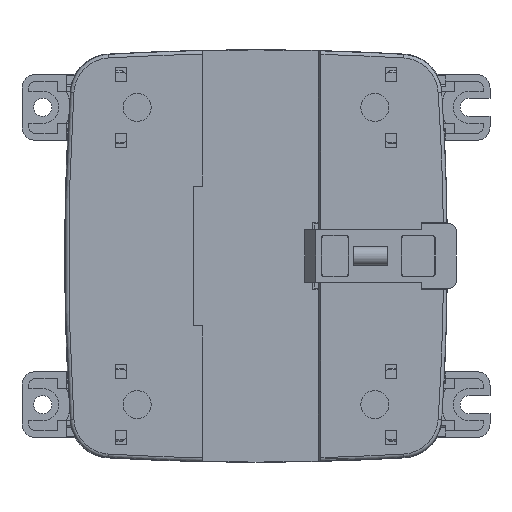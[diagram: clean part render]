
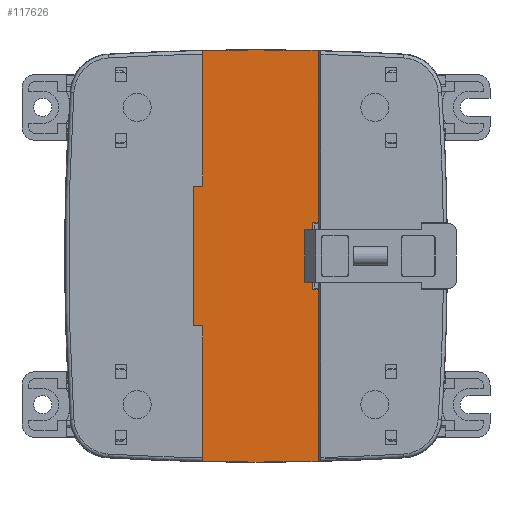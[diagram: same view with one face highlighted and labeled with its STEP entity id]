
A CAD part, front view. The second image highlights one B-rep face of the part: STEP entity #117626.
In plain terms, the highlighted planar face has unit normal (0, -1, 0).
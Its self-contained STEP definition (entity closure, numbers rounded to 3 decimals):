
#107236=DIRECTION('',(-1.,0.,0.));
#107237=VECTOR('',#107236,1.7);
#107238=CARTESIAN_POINT('',(17.8,-9.,209.5));
#107239=LINE('',#107238,#107237);
#108493=DIRECTION('',(1.,0.,0.));
#108494=VECTOR('',#108493,1.7);
#108495=CARTESIAN_POINT('',(16.1,-9.,190.5));
#108496=LINE('',#108495,#108494);
#108517=DIRECTION('',(0.,0.,-1.));
#108518=VECTOR('',#108517,49.204);
#108519=CARTESIAN_POINT('',(17.8,-9.,190.5));
#108520=LINE('',#108519,#108518);
#108533=DIRECTION('',(0.,0.,-1.));
#108534=VECTOR('',#108533,117.404);
#108535=CARTESIAN_POINT('',(-17.8,-9.,258.702));
#108536=LINE('',#108535,#108534);
#108537=CARTESIAN_POINT('',(0.,-9.,-456.));
#108538=DIRECTION('',(0.,-1.,0.));
#108539=DIRECTION('',(0.,0.,1.));
#108540=AXIS2_PLACEMENT_3D('',#108537,#108538,#108539);
#108542=CARTESIAN_POINT('',(0.,-9.,-456.));
#108543=DIRECTION('',(0.,-1.,0.));
#108544=DIRECTION('',(0.025,0.,1.));
#108545=AXIS2_PLACEMENT_3D('',#108542,#108543,#108544);
#108547=CARTESIAN_POINT('',(0.,-9.,856.));
#108548=DIRECTION('',(0.,-1.,0.));
#108549=DIRECTION('',(0.,0.,-1.));
#108550=AXIS2_PLACEMENT_3D('',#108547,#108548,#108549);
#108552=CARTESIAN_POINT('',(0.,-9.,856.));
#108553=DIRECTION('',(0.,-1.,0.));
#108554=DIRECTION('',(-0.025,0.,-1.));
#108555=AXIS2_PLACEMENT_3D('',#108552,#108553,#108554);
#112063=DIRECTION('',(0.,0.,-1.));
#112064=VECTOR('',#112063,49.204);
#112065=CARTESIAN_POINT('',(17.8,-9.,258.704));
#112066=LINE('',#112065,#112064);
#112071=DIRECTION('',(0.,0.,-1.));
#112072=VECTOR('',#112071,19.);
#112073=CARTESIAN_POINT('',(16.1,-9.,209.5));
#112074=LINE('',#112073,#112072);
#113599=CARTESIAN_POINT('',(0.,-9.,258.926));
#113600=VERTEX_POINT('',#113599);
#113601=CARTESIAN_POINT('',(17.8,-9.,258.704));
#113602=VERTEX_POINT('',#113601);
#113616=CARTESIAN_POINT('',(16.1,-9.,190.5));
#113617=VERTEX_POINT('',#113616);
#113618=CARTESIAN_POINT('',(17.8,-9.,190.5));
#113619=VERTEX_POINT('',#113618);
#113624=CARTESIAN_POINT('',(17.8,-9.,209.5));
#113625=VERTEX_POINT('',#113624);
#113626=CARTESIAN_POINT('',(16.1,-9.,209.5));
#113627=VERTEX_POINT('',#113626);
#113746=CARTESIAN_POINT('',(17.8,-9.,141.296));
#113747=VERTEX_POINT('',#113746);
#113768=CARTESIAN_POINT('',(-17.8,-9.,258.702));
#113769=CARTESIAN_POINT('',(-17.8,-9.,141.298));
#113770=VERTEX_POINT('',#113768);
#113771=VERTEX_POINT('',#113769);
#113772=CARTESIAN_POINT('',(0.,-9.,141.074));
#113773=VERTEX_POINT('',#113772);
#117603=CARTESIAN_POINT('',(-18.,-9.,120.75));
#117604=DIRECTION('',(0.,1.,0.));
#117605=DIRECTION('',(-1.,0.,0.));
#117606=AXIS2_PLACEMENT_3D('',#117603,#117604,#117605);
#117607=PLANE('',#117606);
#117609=ORIENTED_EDGE('',*,*,#117608,.F.);
#117611=ORIENTED_EDGE('',*,*,#117610,.F.);
#117612=ORIENTED_EDGE('',*,*,#116185,.F.);
#117614=ORIENTED_EDGE('',*,*,#117613,.T.);
#117615=ORIENTED_EDGE('',*,*,#116071,.T.);
#117617=ORIENTED_EDGE('',*,*,#117616,.T.);
#117618=ORIENTED_EDGE('',*,*,#117536,.T.);
#117619=ORIENTED_EDGE('',*,*,#117591,.T.);
#117621=ORIENTED_EDGE('',*,*,#117620,.F.);
#117623=ORIENTED_EDGE('',*,*,#117622,.F.);
#117624=EDGE_LOOP('',(#117609,#117611,#117612,#117614,#117615,#117617,#117618,
#117619,#117621,#117623));
#117625=FACE_OUTER_BOUND('',#117624,.F.);
#108541=CIRCLE('',#108540,714.926);
#108546=CIRCLE('',#108545,714.926);
#108551=CIRCLE('',#108550,714.926);
#108556=CIRCLE('',#108555,714.926);
#116071=EDGE_CURVE('',#113625,#113627,#107239,.T.);
#116185=EDGE_CURVE('',#113602,#113600,#108546,.T.);
#117536=EDGE_CURVE('',#113617,#113619,#108496,.T.);
#117591=EDGE_CURVE('',#113619,#113747,#108520,.T.);
#117608=EDGE_CURVE('',#113770,#113771,#108536,.T.);
#117610=EDGE_CURVE('',#113600,#113770,#108541,.T.);
#117613=EDGE_CURVE('',#113602,#113625,#112066,.T.);
#117616=EDGE_CURVE('',#113627,#113617,#112074,.T.);
#117620=EDGE_CURVE('',#113773,#113747,#108551,.T.);
#117622=EDGE_CURVE('',#113771,#113773,#108556,.T.);
#117626=ADVANCED_FACE('',(#117625),#117607,.F.);
